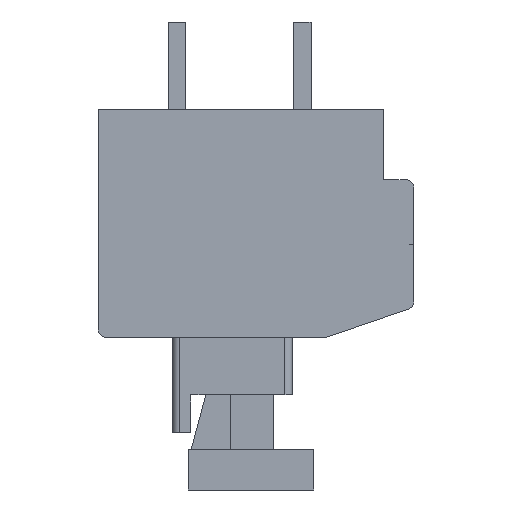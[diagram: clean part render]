
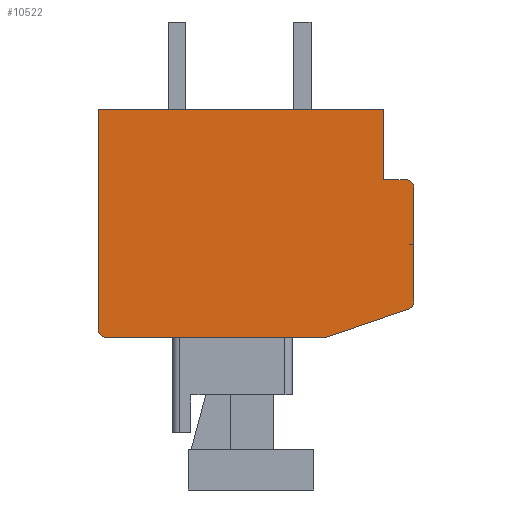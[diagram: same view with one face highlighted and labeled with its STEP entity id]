
A CAD part, front view. The second image highlights one B-rep face of the part: STEP entity #10522.
In plain terms, the highlighted planar face has unit normal (0, -1, 0).
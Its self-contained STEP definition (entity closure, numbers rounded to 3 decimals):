
#1=CARTESIAN_POINT('',(6.,-72.8,-3.136));
#2=DIRECTION('',(0.,-1.,0.));
#3=DIRECTION('',(0.324,0.,-0.946));
#4=AXIS2_PLACEMENT_3D('',#1,#2,#3);
#6=DIRECTION('',(-0.946,0.,-0.324));
#7=VECTOR('',#6,3.486);
#8=CARTESIAN_POINT('',(6.097,-72.8,-3.419));
#9=LINE('',#8,#7);
#10=DIRECTION('',(-1.,0.,0.));
#11=VECTOR('',#10,8.8);
#12=CARTESIAN_POINT('',(2.8,-72.8,-4.55));
#13=LINE('',#12,#11);
#14=CARTESIAN_POINT('',(-6.,-72.8,-4.25));
#15=DIRECTION('',(0.,-1.,0.));
#16=DIRECTION('',(-1.,0.,0.));
#17=AXIS2_PLACEMENT_3D('',#14,#15,#16);
#19=DIRECTION('',(0.,0.,1.));
#20=VECTOR('',#19,8.8);
#21=CARTESIAN_POINT('',(-6.3,-72.8,-4.25));
#22=LINE('',#21,#20);
#23=DIRECTION('',(1.,0.,0.));
#24=VECTOR('',#23,11.4);
#25=CARTESIAN_POINT('',(-6.3,-72.8,4.55));
#26=LINE('',#25,#24);
#27=DIRECTION('',(0.,0.,-1.));
#28=VECTOR('',#27,2.8);
#29=CARTESIAN_POINT('',(5.1,-72.8,4.55));
#30=LINE('',#29,#28);
#31=DIRECTION('',(1.,0.,0.));
#32=VECTOR('',#31,0.9);
#33=CARTESIAN_POINT('',(5.1,-72.8,1.75));
#34=LINE('',#33,#32);
#35=CARTESIAN_POINT('',(6.,-72.8,1.45));
#36=DIRECTION('',(0.,-1.,0.));
#37=DIRECTION('',(1.,0.,0.));
#38=AXIS2_PLACEMENT_3D('',#35,#36,#37);
#40=DIRECTION('',(0.,0.,-1.));
#41=VECTOR('',#40,4.586);
#42=CARTESIAN_POINT('',(6.3,-72.8,1.45));
#43=LINE('',#42,#41);
#8023=CARTESIAN_POINT('',(-6.3,-72.8,4.55));
#8024=CARTESIAN_POINT('',(5.1,-72.8,4.55));
#8025=VERTEX_POINT('',#8023);
#8026=VERTEX_POINT('',#8024);
#8027=CARTESIAN_POINT('',(5.1,-72.8,1.75));
#8028=VERTEX_POINT('',#8027);
#8029=CARTESIAN_POINT('',(6.097,-72.8,-3.419));
#8030=CARTESIAN_POINT('',(6.3,-72.8,-3.136));
#8031=VERTEX_POINT('',#8029);
#8032=VERTEX_POINT('',#8030);
#8033=CARTESIAN_POINT('',(6.3,-72.8,1.45));
#8034=CARTESIAN_POINT('',(6.,-72.8,1.75));
#8035=VERTEX_POINT('',#8033);
#8036=VERTEX_POINT('',#8034);
#8037=CARTESIAN_POINT('',(-6.3,-72.8,-4.25));
#8038=CARTESIAN_POINT('',(-6.,-72.8,-4.55));
#8039=VERTEX_POINT('',#8037);
#8040=VERTEX_POINT('',#8038);
#8041=CARTESIAN_POINT('',(2.8,-72.8,-4.55));
#8042=VERTEX_POINT('',#8041);
#10495=CARTESIAN_POINT('',(0.,-72.8,0.));
#10496=DIRECTION('',(0.,1.,0.));
#10497=DIRECTION('',(1.,0.,0.));
#10498=AXIS2_PLACEMENT_3D('',#10495,#10496,#10497);
#10499=PLANE('',#10498);
#10501=ORIENTED_EDGE('',*,*,#10500,.F.);
#10503=ORIENTED_EDGE('',*,*,#10502,.T.);
#10505=ORIENTED_EDGE('',*,*,#10504,.T.);
#10507=ORIENTED_EDGE('',*,*,#10506,.F.);
#10509=ORIENTED_EDGE('',*,*,#10508,.T.);
#10511=ORIENTED_EDGE('',*,*,#10510,.T.);
#10513=ORIENTED_EDGE('',*,*,#10512,.T.);
#10515=ORIENTED_EDGE('',*,*,#10514,.T.);
#10517=ORIENTED_EDGE('',*,*,#10516,.F.);
#10519=ORIENTED_EDGE('',*,*,#10518,.T.);
#10520=EDGE_LOOP('',(#10501,#10503,#10505,#10507,#10509,#10511,#10513,#10515,
#10517,#10519));
#10521=FACE_OUTER_BOUND('',#10520,.F.);
#10522=ADVANCED_FACE('',(#10521),#10499,.F.);
#5=CIRCLE('',#4,0.3);
#18=CIRCLE('',#17,0.3);
#39=CIRCLE('',#38,0.3);
#10500=EDGE_CURVE('',#8031,#8032,#5,.T.);
#10502=EDGE_CURVE('',#8031,#8042,#9,.T.);
#10504=EDGE_CURVE('',#8042,#8040,#13,.T.);
#10506=EDGE_CURVE('',#8039,#8040,#18,.T.);
#10508=EDGE_CURVE('',#8039,#8025,#22,.T.);
#10510=EDGE_CURVE('',#8025,#8026,#26,.T.);
#10512=EDGE_CURVE('',#8026,#8028,#30,.T.);
#10514=EDGE_CURVE('',#8028,#8036,#34,.T.);
#10516=EDGE_CURVE('',#8035,#8036,#39,.T.);
#10518=EDGE_CURVE('',#8035,#8032,#43,.T.);
